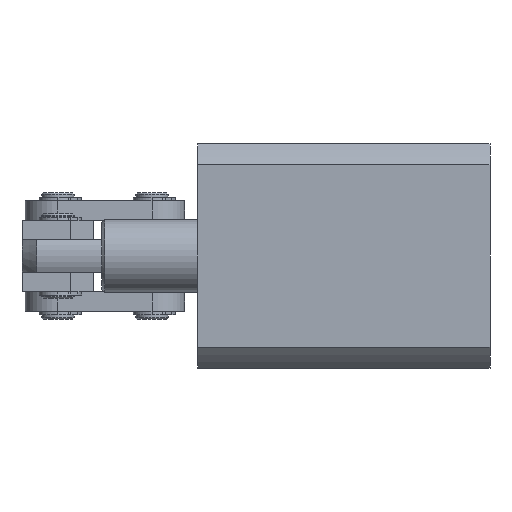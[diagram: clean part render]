
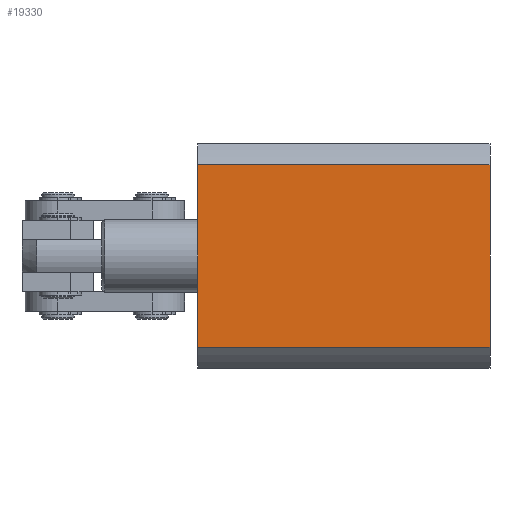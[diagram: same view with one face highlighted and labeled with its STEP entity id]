
A CAD part, left-side view. The second image highlights one B-rep face of the part: STEP entity #19330.
In plain terms, the highlighted planar face has unit normal (-1, 0, 0).
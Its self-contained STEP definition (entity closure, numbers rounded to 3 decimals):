
#931 = DIRECTION ( 'NONE',  ( 0., 1., 0. ) ) ;
#1731 = VECTOR ( 'NONE', #7096, 1000. ) ;
#2399 = VECTOR ( 'NONE', #931, 1000. ) ;
#2923 = LINE ( 'NONE', #14087, #2399 ) ;
#3029 = DIRECTION ( 'NONE',  ( 0., 0., 1. ) ) ;
#4270 = AXIS2_PLACEMENT_3D ( 'NONE', #15346, #5398, #16952 ) ;
#4301 = EDGE_CURVE ( 'NONE', #15091, #9608, #14412, .T. ) ;
#4586 = EDGE_CURVE ( 'NONE', #9608, #19033, #17996, .T. ) ;
#5398 = DIRECTION ( 'NONE',  ( -1., 0., 0. ) ) ;
#5495 = CARTESIAN_POINT ( 'NONE',  ( -34.485, 90., -28.125 ) ) ;
#5936 = VECTOR ( 'NONE', #20322, 1000. ) ;
#6171 = ORIENTED_EDGE ( 'NONE', *, *, #4301, .T. ) ;
#6466 = CARTESIAN_POINT ( 'NONE',  ( -34.485, 90., -28.125 ) ) ;
#6467 = LINE ( 'NONE', #5495, #5936 ) ;
#6812 = CARTESIAN_POINT ( 'NONE',  ( -34.485, 90., 28.125 ) ) ;
#7096 = DIRECTION ( 'NONE',  ( 0., -1., 0. ) ) ;
#7193 = ORIENTED_EDGE ( 'NONE', *, *, #4586, .T. ) ;
#7733 = ORIENTED_EDGE ( 'NONE', *, *, #12473, .T. ) ;
#8683 = PLANE ( 'NONE',  #4270 ) ;
#9282 = ORIENTED_EDGE ( 'NONE', *, *, #11447, .T. ) ;
#9608 = VERTEX_POINT ( 'NONE', #13599 ) ;
#9768 = VECTOR ( 'NONE', #3029, 1000. ) ;
#10296 = FACE_OUTER_BOUND ( 'NONE', #17096, .T. ) ;
#11184 = VERTEX_POINT ( 'NONE', #6812 ) ;
#11447 = EDGE_CURVE ( 'NONE', #11184, #15091, #6467, .T. ) ;
#12021 = CARTESIAN_POINT ( 'NONE',  ( -34.485, 0., -28.125 ) ) ;
#12473 = EDGE_CURVE ( 'NONE', #19033, #11184, #2923, .T. ) ;
#13599 = CARTESIAN_POINT ( 'NONE',  ( -34.485, 0., -28.125 ) ) ;
#14087 = CARTESIAN_POINT ( 'NONE',  ( -34.485, 0., 28.125 ) ) ;
#14269 = CARTESIAN_POINT ( 'NONE',  ( -34.485, 0., 28.125 ) ) ;
#14412 = LINE ( 'NONE', #12021, #1731 ) ;
#15091 = VERTEX_POINT ( 'NONE', #6466 ) ;
#15346 = CARTESIAN_POINT ( 'NONE',  ( -34.485, 0., -28.125 ) ) ;
#16952 = DIRECTION ( 'NONE',  ( 0., 0., 1. ) ) ;
#17096 = EDGE_LOOP ( 'NONE', ( #6171, #7193, #7733, #9282 ) ) ;
#17996 = LINE ( 'NONE', #20959, #9768 ) ;
#19033 = VERTEX_POINT ( 'NONE', #14269 ) ;
#19330 = ADVANCED_FACE ( 'NONE', ( #10296 ), #8683, .T. ) ;
#20322 = DIRECTION ( 'NONE',  ( 0., 0., -1. ) ) ;
#20959 = CARTESIAN_POINT ( 'NONE',  ( -34.485, 0., -28.125 ) ) ;
